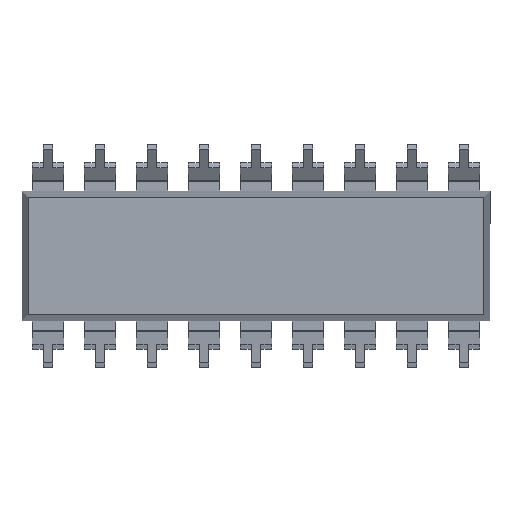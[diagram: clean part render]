
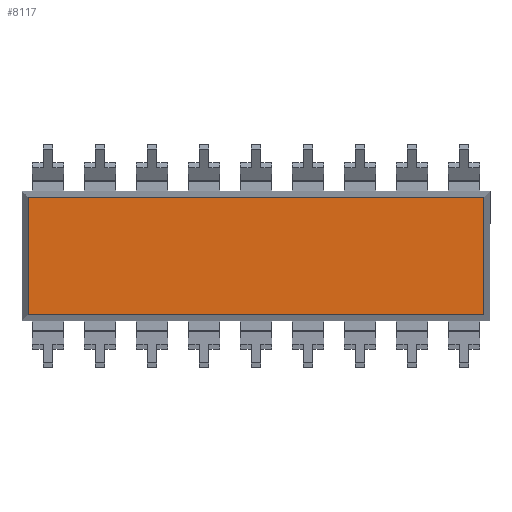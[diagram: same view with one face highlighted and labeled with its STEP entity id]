
A CAD part, front view. The second image highlights one B-rep face of the part: STEP entity #8117.
In plain terms, the highlighted planar face has unit normal (0, -1, 0).
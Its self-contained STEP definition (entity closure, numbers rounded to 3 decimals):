
#354 = VECTOR ( 'NONE', #3288, 1000. ) ;
#388 = ORIENTED_EDGE ( 'NONE', *, *, #1512, .T. ) ;
#1267 = EDGE_CURVE ( 'NONE', #7361, #3307, #4807, .T. ) ;
#1512 = EDGE_CURVE ( 'NONE', #2721, #7361, #3331, .T. ) ;
#2066 = LINE ( 'NONE', #5721, #3972 ) ;
#2272 = CARTESIAN_POINT ( 'NONE',  ( 0., 0.3, 0. ) ) ;
#2721 = VERTEX_POINT ( 'NONE', #4577 ) ;
#2919 = DIRECTION ( 'NONE',  ( 0., -1., 0. ) ) ;
#2975 = DIRECTION ( 'NONE',  ( 0., 0., -1. ) ) ;
#3288 = DIRECTION ( 'NONE',  ( 0., 0., 1. ) ) ;
#3307 = VERTEX_POINT ( 'NONE', #6693 ) ;
#3308 = DIRECTION ( 'NONE',  ( -1., 0., 0. ) ) ;
#3331 = LINE ( 'NONE', #7103, #7292 ) ;
#3419 = ORIENTED_EDGE ( 'NONE', *, *, #4771, .T. ) ;
#3924 = LINE ( 'NONE', #5213, #354 ) ;
#3972 = VECTOR ( 'NONE', #4521, 1000. ) ;
#4365 = DIRECTION ( 'NONE',  ( 0., 0., -1. ) ) ;
#4521 = DIRECTION ( 'NONE',  ( 1., 0., 0. ) ) ;
#4577 = CARTESIAN_POINT ( 'NONE',  ( 11.115, 0.3, 2.86 ) ) ;
#4771 = EDGE_CURVE ( 'NONE', #5524, #2721, #3924, .T. ) ;
#4807 = LINE ( 'NONE', #8177, #6410 ) ;
#4948 = ORIENTED_EDGE ( 'NONE', *, *, #1267, .T. ) ;
#5025 = CARTESIAN_POINT ( 'NONE',  ( -11.115, 0.3, 2.86 ) ) ;
#5213 = CARTESIAN_POINT ( 'NONE',  ( 11.115, 0.3, -3.175 ) ) ;
#5406 = EDGE_LOOP ( 'NONE', ( #6265, #3419, #388, #4948 ) ) ;
#5524 = VERTEX_POINT ( 'NONE', #7099 ) ;
#5721 = CARTESIAN_POINT ( 'NONE',  ( -11.43, 0.3, -2.86 ) ) ;
#6068 = PLANE ( 'NONE',  #7212 ) ;
#6265 = ORIENTED_EDGE ( 'NONE', *, *, #7898, .T. ) ;
#6410 = VECTOR ( 'NONE', #4365, 1000. ) ;
#6693 = CARTESIAN_POINT ( 'NONE',  ( -11.115, 0.3, -2.86 ) ) ;
#7099 = CARTESIAN_POINT ( 'NONE',  ( 11.115, 0.3, -2.86 ) ) ;
#7103 = CARTESIAN_POINT ( 'NONE',  ( 11.43, 0.3, 2.86 ) ) ;
#7212 = AXIS2_PLACEMENT_3D ( 'NONE', #2272, #2919, #2975 ) ;
#7292 = VECTOR ( 'NONE', #3308, 1000. ) ;
#7313 = FACE_OUTER_BOUND ( 'NONE', #5406, .T. ) ;
#7361 = VERTEX_POINT ( 'NONE', #5025 ) ;
#7898 = EDGE_CURVE ( 'NONE', #3307, #5524, #2066, .T. ) ;
#8117 = ADVANCED_FACE ( 'NONE', ( #7313 ), #6068, .T. ) ;
#8177 = CARTESIAN_POINT ( 'NONE',  ( -11.115, 0.3, 3.175 ) ) ;
